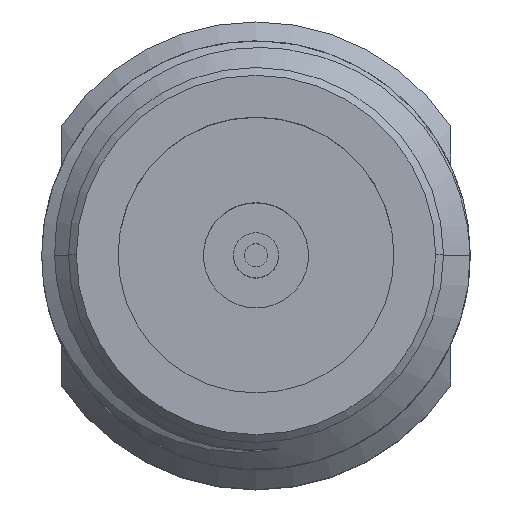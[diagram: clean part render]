
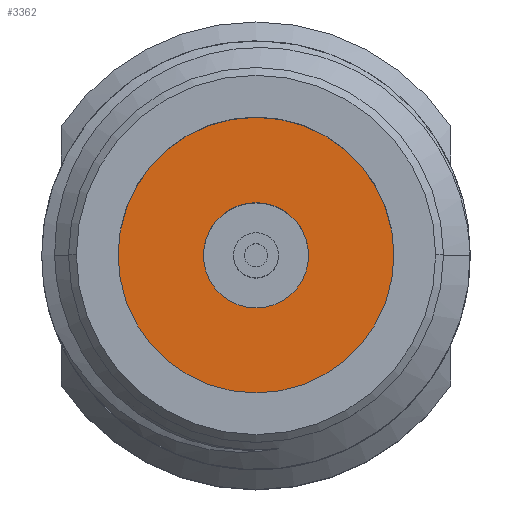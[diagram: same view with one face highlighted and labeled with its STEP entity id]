
A CAD part, top view. The second image highlights one B-rep face of the part: STEP entity #3362.
In plain terms, the highlighted planar face has unit normal (0, 0, 1).
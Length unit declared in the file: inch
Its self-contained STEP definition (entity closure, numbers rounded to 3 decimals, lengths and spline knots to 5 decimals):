
#81 = CARTESIAN_POINT ( 'NONE',  ( -0.06969, 0., -0.08465 ) ) ;
#135 = EDGE_LOOP ( 'NONE', ( #4110, #3312 ) ) ;
#151 = FACE_BOUND ( 'NONE', #1142, .T. ) ;
#178 = DIRECTION ( 'NONE',  ( 0., 0., 1. ) ) ;
#424 = FACE_OUTER_BOUND ( 'NONE', #135, .T. ) ;
#436 = ORIENTED_EDGE ( 'NONE', *, *, #3967, .F. ) ;
#601 = DIRECTION ( 'NONE',  ( 1., 0., 0. ) ) ;
#622 = AXIS2_PLACEMENT_3D ( 'NONE', #1530, #2633, #3000 ) ;
#780 = CIRCLE ( 'NONE', #3637, 0.02657 ) ;
#913 = DIRECTION ( 'NONE',  ( 0., 0., -1. ) ) ;
#1109 = CARTESIAN_POINT ( 'NONE',  ( 0., 0., -0.08465 ) ) ;
#1135 = PLANE ( 'NONE',  #622 ) ;
#1142 = EDGE_LOOP ( 'NONE', ( #436, #1859 ) ) ;
#1302 = CIRCLE ( 'NONE', #4362, 0.06969 ) ;
#1309 = CIRCLE ( 'NONE', #1678, 0.02657 ) ;
#1311 = CARTESIAN_POINT ( 'NONE',  ( 0., 0., -0.08465 ) ) ;
#1383 = AXIS2_PLACEMENT_3D ( 'NONE', #4043, #4421, #3970 ) ;
#1419 = DIRECTION ( 'NONE',  ( 1., 0., 0. ) ) ;
#1530 = CARTESIAN_POINT ( 'NONE',  ( 0., 0., -0.08465 ) ) ;
#1564 = CARTESIAN_POINT ( 'NONE',  ( 0., 0., -0.08465 ) ) ;
#1678 = AXIS2_PLACEMENT_3D ( 'NONE', #1109, #2495, #1419 ) ;
#1859 = ORIENTED_EDGE ( 'NONE', *, *, #2102, .F. ) ;
#1984 = VERTEX_POINT ( 'NONE', #81 ) ;
#2102 = EDGE_CURVE ( 'NONE', #3340, #4122, #780, .T. ) ;
#2150 = CARTESIAN_POINT ( 'NONE',  ( 0.06969, 0., -0.08465 ) ) ;
#2495 = DIRECTION ( 'NONE',  ( 0., 0., 1. ) ) ;
#2633 = DIRECTION ( 'NONE',  ( 0., 0., 1. ) ) ;
#2727 = VERTEX_POINT ( 'NONE', #2150 ) ;
#2947 = EDGE_CURVE ( 'NONE', #1984, #2727, #1302, .T. ) ;
#3000 = DIRECTION ( 'NONE',  ( 1., 0., 0. ) ) ;
#3231 = CARTESIAN_POINT ( 'NONE',  ( 0.02657, 0., -0.08465 ) ) ;
#3312 = ORIENTED_EDGE ( 'NONE', *, *, #2947, .F. ) ;
#3335 = EDGE_CURVE ( 'NONE', #2727, #1984, #4154, .T. ) ;
#3340 = VERTEX_POINT ( 'NONE', #3693 ) ;
#3362 = ADVANCED_FACE ( 'NONE', ( #424, #151 ), #1135, .T. ) ;
#3637 = AXIS2_PLACEMENT_3D ( 'NONE', #1564, #178, #4422 ) ;
#3693 = CARTESIAN_POINT ( 'NONE',  ( -0.02657, 0., -0.08465 ) ) ;
#3967 = EDGE_CURVE ( 'NONE', #4122, #3340, #1309, .T. ) ;
#3970 = DIRECTION ( 'NONE',  ( 1., 0., 0. ) ) ;
#4043 = CARTESIAN_POINT ( 'NONE',  ( 0., 0., -0.08465 ) ) ;
#4110 = ORIENTED_EDGE ( 'NONE', *, *, #3335, .F. ) ;
#4122 = VERTEX_POINT ( 'NONE', #3231 ) ;
#4154 = CIRCLE ( 'NONE', #1383, 0.06969 ) ;
#4362 = AXIS2_PLACEMENT_3D ( 'NONE', #1311, #913, #601 ) ;
#4421 = DIRECTION ( 'NONE',  ( 0., 0., -1. ) ) ;
#4422 = DIRECTION ( 'NONE',  ( 1., 0., 0. ) ) ;
